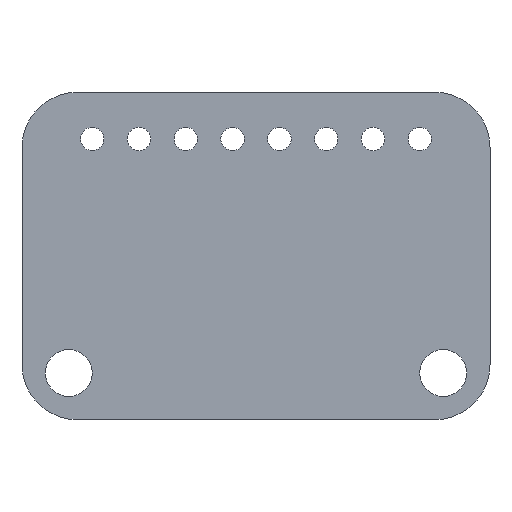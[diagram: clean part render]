
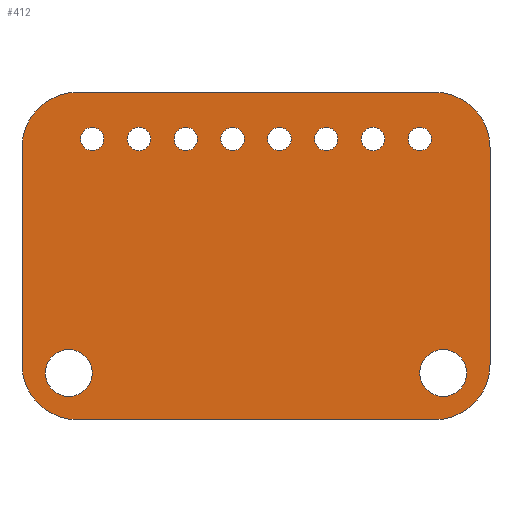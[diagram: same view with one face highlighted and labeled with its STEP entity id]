
A CAD part, front view. The second image highlights one B-rep face of the part: STEP entity #412.
In plain terms, the highlighted planar face has unit normal (0, -1, 0).
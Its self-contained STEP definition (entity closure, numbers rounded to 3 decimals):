
#25=FACE_BOUND('',#91,.T.);
#26=FACE_BOUND('',#92,.T.);
#27=FACE_BOUND('',#93,.T.);
#28=FACE_BOUND('',#94,.T.);
#29=FACE_BOUND('',#95,.T.);
#30=FACE_BOUND('',#96,.T.);
#31=FACE_BOUND('',#97,.T.);
#32=FACE_BOUND('',#98,.T.);
#33=FACE_BOUND('',#99,.T.);
#34=FACE_BOUND('',#100,.T.);
#40=PLANE('',#474);
#60=FACE_OUTER_BOUND('',#90,.T.);
#90=EDGE_LOOP('',(#361,#362,#363,#364,#365,#366,#367,#368));
#91=EDGE_LOOP('',(#369));
#92=EDGE_LOOP('',(#370));
#93=EDGE_LOOP('',(#371));
#94=EDGE_LOOP('',(#372));
#95=EDGE_LOOP('',(#373));
#96=EDGE_LOOP('',(#374));
#97=EDGE_LOOP('',(#375));
#98=EDGE_LOOP('',(#376));
#99=EDGE_LOOP('',(#377));
#100=EDGE_LOOP('',(#378));
#111=LINE('',#663,#137);
#116=LINE('',#677,#142);
#120=LINE('',#689,#146);
#124=LINE('',#701,#150);
#137=VECTOR('',#549,10.);
#142=VECTOR('',#562,10.);
#146=VECTOR('',#574,10.);
#150=VECTOR('',#586,10.);
#154=CIRCLE('',#429,0.635);
#156=CIRCLE('',#432,1.27);
#158=CIRCLE('',#435,1.27);
#160=CIRCLE('',#438,0.635);
#162=CIRCLE('',#441,0.635);
#164=CIRCLE('',#444,0.635);
#166=CIRCLE('',#447,0.635);
#168=CIRCLE('',#450,0.635);
#170=CIRCLE('',#453,0.635);
#172=CIRCLE('',#456,0.635);
#173=CIRCLE('',#459,3.);
#175=CIRCLE('',#463,3.);
#177=CIRCLE('',#467,3.);
#179=CIRCLE('',#471,3.);
#182=VERTEX_POINT('',#603);
#184=VERTEX_POINT('',#609);
#186=VERTEX_POINT('',#615);
#188=VERTEX_POINT('',#621);
#190=VERTEX_POINT('',#627);
#192=VERTEX_POINT('',#633);
#194=VERTEX_POINT('',#639);
#196=VERTEX_POINT('',#645);
#198=VERTEX_POINT('',#651);
#200=VERTEX_POINT('',#657);
#201=VERTEX_POINT('',#661);
#202=VERTEX_POINT('',#662);
#205=VERTEX_POINT('',#670);
#207=VERTEX_POINT('',#676);
#209=VERTEX_POINT('',#682);
#211=VERTEX_POINT('',#688);
#213=VERTEX_POINT('',#694);
#215=VERTEX_POINT('',#700);
#219=EDGE_CURVE('',#182,#182,#154,.T.);
#222=EDGE_CURVE('',#184,#184,#156,.T.);
#225=EDGE_CURVE('',#186,#186,#158,.T.);
#228=EDGE_CURVE('',#188,#188,#160,.T.);
#231=EDGE_CURVE('',#190,#190,#162,.T.);
#234=EDGE_CURVE('',#192,#192,#164,.T.);
#237=EDGE_CURVE('',#194,#194,#166,.T.);
#240=EDGE_CURVE('',#196,#196,#168,.T.);
#243=EDGE_CURVE('',#198,#198,#170,.T.);
#246=EDGE_CURVE('',#200,#200,#172,.T.);
#247=EDGE_CURVE('',#201,#202,#111,.T.);
#251=EDGE_CURVE('',#205,#201,#173,.T.);
#254=EDGE_CURVE('',#207,#205,#116,.T.);
#257=EDGE_CURVE('',#209,#207,#175,.T.);
#260=EDGE_CURVE('',#211,#209,#120,.T.);
#263=EDGE_CURVE('',#213,#211,#177,.T.);
#266=EDGE_CURVE('',#215,#213,#124,.T.);
#269=EDGE_CURVE('',#202,#215,#179,.T.);
#361=ORIENTED_EDGE('',*,*,#269,.F.);
#362=ORIENTED_EDGE('',*,*,#247,.F.);
#363=ORIENTED_EDGE('',*,*,#251,.F.);
#364=ORIENTED_EDGE('',*,*,#254,.F.);
#365=ORIENTED_EDGE('',*,*,#257,.F.);
#366=ORIENTED_EDGE('',*,*,#260,.F.);
#367=ORIENTED_EDGE('',*,*,#263,.F.);
#368=ORIENTED_EDGE('',*,*,#266,.F.);
#369=ORIENTED_EDGE('',*,*,#246,.F.);
#370=ORIENTED_EDGE('',*,*,#243,.F.);
#371=ORIENTED_EDGE('',*,*,#240,.F.);
#372=ORIENTED_EDGE('',*,*,#237,.F.);
#373=ORIENTED_EDGE('',*,*,#234,.F.);
#374=ORIENTED_EDGE('',*,*,#231,.F.);
#375=ORIENTED_EDGE('',*,*,#228,.F.);
#376=ORIENTED_EDGE('',*,*,#225,.F.);
#377=ORIENTED_EDGE('',*,*,#222,.F.);
#378=ORIENTED_EDGE('',*,*,#219,.F.);
#412=ADVANCED_FACE('',(#60,#25,#26,#27,#28,#29,#30,#31,#32,#33,#34),#40,
 .F.);
#429=AXIS2_PLACEMENT_3D('',#605,#482,#483);
#432=AXIS2_PLACEMENT_3D('',#611,#489,#490);
#435=AXIS2_PLACEMENT_3D('',#617,#496,#497);
#438=AXIS2_PLACEMENT_3D('',#623,#503,#504);
#441=AXIS2_PLACEMENT_3D('',#629,#510,#511);
#444=AXIS2_PLACEMENT_3D('',#635,#517,#518);
#447=AXIS2_PLACEMENT_3D('',#641,#524,#525);
#450=AXIS2_PLACEMENT_3D('',#647,#531,#532);
#453=AXIS2_PLACEMENT_3D('',#653,#538,#539);
#456=AXIS2_PLACEMENT_3D('',#659,#545,#546);
#459=AXIS2_PLACEMENT_3D('',#671,#555,#556);
#463=AXIS2_PLACEMENT_3D('',#683,#567,#568);
#467=AXIS2_PLACEMENT_3D('',#695,#579,#580);
#471=AXIS2_PLACEMENT_3D('',#706,#591,#592);
#474=AXIS2_PLACEMENT_3D('',#709,#597,#598);
#482=DIRECTION('center_axis',(0.,-1.,0.));
#483=DIRECTION('ref_axis',(1.,0.,0.));
#489=DIRECTION('center_axis',(0.,-1.,0.));
#490=DIRECTION('ref_axis',(1.,0.,0.));
#496=DIRECTION('center_axis',(0.,-1.,0.));
#497=DIRECTION('ref_axis',(1.,0.,0.));
#503=DIRECTION('center_axis',(0.,-1.,0.));
#504=DIRECTION('ref_axis',(1.,0.,0.));
#510=DIRECTION('center_axis',(0.,-1.,0.));
#511=DIRECTION('ref_axis',(1.,0.,0.));
#517=DIRECTION('center_axis',(0.,-1.,0.));
#518=DIRECTION('ref_axis',(1.,0.,0.));
#524=DIRECTION('center_axis',(0.,-1.,0.));
#525=DIRECTION('ref_axis',(1.,0.,0.));
#531=DIRECTION('center_axis',(0.,-1.,0.));
#532=DIRECTION('ref_axis',(1.,0.,0.));
#538=DIRECTION('center_axis',(0.,-1.,0.));
#539=DIRECTION('ref_axis',(1.,0.,0.));
#545=DIRECTION('center_axis',(0.,-1.,0.));
#546=DIRECTION('ref_axis',(1.,0.,0.));
#549=DIRECTION('',(0.,0.,1.));
#555=DIRECTION('center_axis',(0.,1.,0.));
#556=DIRECTION('ref_axis',(0.,0.,-1.));
#562=DIRECTION('',(-1.,0.,0.));
#567=DIRECTION('center_axis',(0.,1.,0.));
#568=DIRECTION('ref_axis',(1.,0.,0.));
#574=DIRECTION('',(0.,0.,-1.));
#579=DIRECTION('center_axis',(0.,1.,0.));
#580=DIRECTION('ref_axis',(0.,0.,1.));
#586=DIRECTION('',(1.,0.,0.));
#591=DIRECTION('center_axis',(0.,1.,0.));
#592=DIRECTION('ref_axis',(-1.,0.,0.));
#597=DIRECTION('center_axis',(0.,1.,0.));
#598=DIRECTION('ref_axis',(1.,0.,0.));
#603=CARTESIAN_POINT('',(-4.445,0.,6.35));
#605=CARTESIAN_POINT('Origin',(-3.81,0.,6.35));
#609=CARTESIAN_POINT('',(-11.43,0.,-6.35));
#611=CARTESIAN_POINT('Origin',(-10.16,0.,-6.35));
#615=CARTESIAN_POINT('',(8.89,0.,-6.35));
#617=CARTESIAN_POINT('Origin',(10.16,0.,-6.35));
#621=CARTESIAN_POINT('',(-9.525,0.,6.35));
#623=CARTESIAN_POINT('Origin',(-8.89,0.,6.35));
#627=CARTESIAN_POINT('',(-1.905,0.,6.35));
#629=CARTESIAN_POINT('Origin',(-1.27,0.,6.35));
#633=CARTESIAN_POINT('',(-6.985,0.,6.35));
#635=CARTESIAN_POINT('Origin',(-6.35,0.,6.35));
#639=CARTESIAN_POINT('',(0.635,0.,6.35));
#641=CARTESIAN_POINT('Origin',(1.27,0.,6.35));
#645=CARTESIAN_POINT('',(3.175,0.,6.35));
#647=CARTESIAN_POINT('Origin',(3.81,0.,6.35));
#651=CARTESIAN_POINT('',(5.715,0.,6.35));
#653=CARTESIAN_POINT('Origin',(6.35,0.,6.35));
#657=CARTESIAN_POINT('',(8.255,0.,6.35));
#659=CARTESIAN_POINT('Origin',(8.89,0.,6.35));
#661=CARTESIAN_POINT('',(-12.7,0.,-5.89));
#662=CARTESIAN_POINT('',(-12.7,0.,5.89));
#663=CARTESIAN_POINT('',(-12.7,0.,-5.89));
#670=CARTESIAN_POINT('',(-9.7,0.,-8.89));
#671=CARTESIAN_POINT('Origin',(-9.7,0.,-5.89));
#676=CARTESIAN_POINT('',(9.7,0.,-8.89));
#677=CARTESIAN_POINT('',(9.7,0.,-8.89));
#682=CARTESIAN_POINT('',(12.7,0.,-5.89));
#683=CARTESIAN_POINT('Origin',(9.7,0.,-5.89));
#688=CARTESIAN_POINT('',(12.7,0.,5.89));
#689=CARTESIAN_POINT('',(12.7,0.,5.89));
#694=CARTESIAN_POINT('',(9.7,0.,8.89));
#695=CARTESIAN_POINT('Origin',(9.7,0.,5.89));
#700=CARTESIAN_POINT('',(-9.7,0.,8.89));
#701=CARTESIAN_POINT('',(-9.7,0.,8.89));
#706=CARTESIAN_POINT('Origin',(-9.7,0.,5.89));
#709=CARTESIAN_POINT('Origin',(0.,0.,0.));
